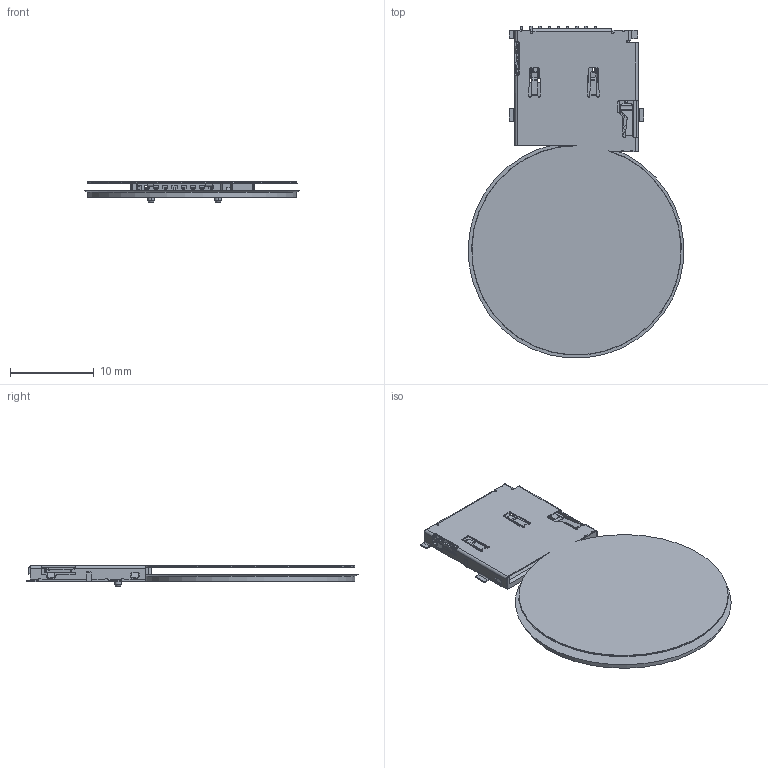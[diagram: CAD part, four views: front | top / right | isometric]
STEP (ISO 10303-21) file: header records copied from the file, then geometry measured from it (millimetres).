
FILE_DESCRIPTION(('FreeCAD Model'),'2;1');
FILE_NAME('Open CASCADE Shape Model','2022-09-04T21:08:13',( 'kicad StepUp'),('ksu MCAD'),'Open CASCADE STEP processor 7.5', 'FreeCAD','Unknown');
FILE_SCHEMA(('AUTOMOTIVE_DESIGN { 1 0 10303 214 1 1 1 1 }'));
Length unit declared in the file: millimetre
Products named in the file (1): TF-015
Bounding box: 25.77 x 39.67 x 2.45 mm (x, y, z)
Volume: 1.5 mm3; surface area: 3299.4 mm2
Topology: 2 solids, 3 shells, 1472 faces, 4162 edges, 2641 vertices
Faces by surface type: plane 1130, cylinder 300, cone 34, torus 8
Entity records: 56881 total; most frequent: CARTESIAN_POINT 8984, ORIENTED_EDGE 8218, DIRECTION 7448, EDGE_CURVE 4109, LINE 3342, VECTOR 3342, VERTEX_POINT 2614, AXIS2_PLACEMENT_3D 2053
